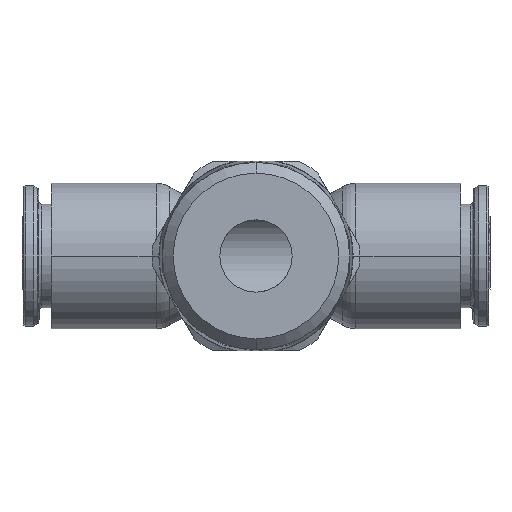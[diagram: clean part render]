
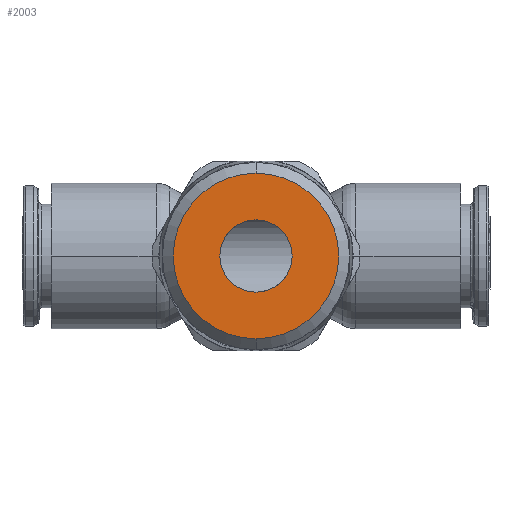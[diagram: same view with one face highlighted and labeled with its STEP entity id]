
A CAD part, front view. The second image highlights one B-rep face of the part: STEP entity #2003.
In plain terms, the highlighted planar face has unit normal (0, -1, 0).
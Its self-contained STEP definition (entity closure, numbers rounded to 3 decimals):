
#2003=ADVANCED_FACE('',(#5218,#5219),#5220,.T.);
#5218=FACE_OUTER_BOUND('',#10236,.T.);
#5219=FACE_BOUND('',#10237,.T.);
#5220=PLANE('',#10238);
#10236=EDGE_LOOP('',(#20410,#20411));
#10237=EDGE_LOOP('',(#20412,#20413));
#10238=AXIS2_PLACEMENT_3D('',#20414,#20415,#20416);
#20410=ORIENTED_EDGE('',*,*,#32428,.F.);
#20411=ORIENTED_EDGE('',*,*,#32429,.F.);
#20412=ORIENTED_EDGE('',*,*,#32430,.F.);
#20413=ORIENTED_EDGE('',*,*,#32431,.F.);
#20414=CARTESIAN_POINT('',(0.0,-42.75,0.0));
#20415=DIRECTION('',(0.0,-1.0,0.0));
#20416=DIRECTION('',(0.0,0.0,-1.0));
#32428=EDGE_CURVE('',#38664,#38665,#38666,.T.);
#32429=EDGE_CURVE('',#38665,#38664,#38667,.T.);
#32430=EDGE_CURVE('',#38668,#38669,#38670,.T.);
#32431=EDGE_CURVE('',#38669,#38668,#38671,.T.);
#38664=VERTEX_POINT('',#48111);
#38665=VERTEX_POINT('',#48112);
#38666=CIRCLE('',#48113,9.16);
#38667=CIRCLE('',#48114,9.16);
#38668=VERTEX_POINT('',#48115);
#38669=VERTEX_POINT('',#48116);
#38670=CIRCLE('',#48117,4.0);
#38671=CIRCLE('',#48118,4.0);
#48111=CARTESIAN_POINT('',(0.0,-42.75,9.16));
#48112=CARTESIAN_POINT('',(0.,-42.75,-9.16));
#48113=AXIS2_PLACEMENT_3D('',#59968,#59969,#59970);
#48114=AXIS2_PLACEMENT_3D('',#59971,#59972,#59973);
#48115=CARTESIAN_POINT('',(4.0,-42.75,0.0));
#48116=CARTESIAN_POINT('',(-4.0,-42.75,0.));
#48117=AXIS2_PLACEMENT_3D('',#59974,#59975,#59976);
#48118=AXIS2_PLACEMENT_3D('',#59977,#59978,#59979);
#59968=CARTESIAN_POINT('',(0.0,-42.75,0.0));
#59969=DIRECTION('',(0.0,1.0,0.0));
#59970=DIRECTION('',(0.0,0.0,-1.0));
#59971=CARTESIAN_POINT('',(0.0,-42.75,0.0));
#59972=DIRECTION('',(0.0,1.0,0.0));
#59973=DIRECTION('',(0.0,0.0,-1.0));
#59974=CARTESIAN_POINT('',(0.0,-42.75,0.0));
#59975=DIRECTION('',(0.0,-1.0,0.0));
#59976=DIRECTION('',(1.0,0.0,0.0));
#59977=CARTESIAN_POINT('',(0.0,-42.75,0.0));
#59978=DIRECTION('',(0.0,-1.0,0.0));
#59979=DIRECTION('',(1.0,0.0,0.0));
